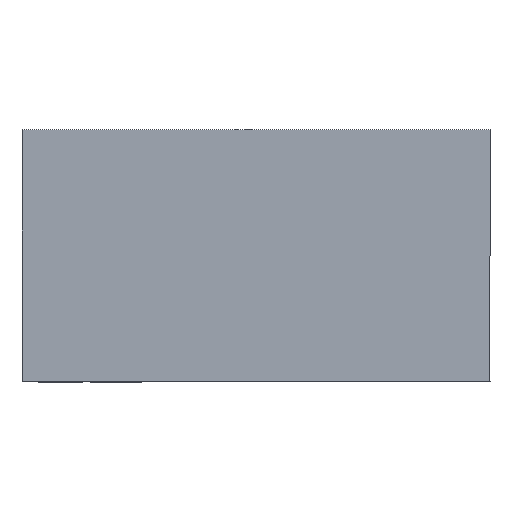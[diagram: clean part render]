
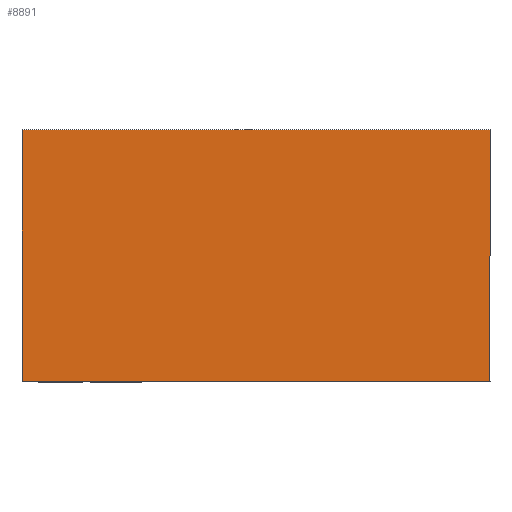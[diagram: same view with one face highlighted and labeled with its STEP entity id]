
A CAD part, top view. The second image highlights one B-rep face of the part: STEP entity #8891.
In plain terms, the highlighted planar face has unit normal (0, 0, 1).
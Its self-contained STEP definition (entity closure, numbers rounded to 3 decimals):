
#428 = LINE ( 'NONE', #8734, #9292 ) ;
#431 = ORIENTED_EDGE ( 'NONE', *, *, #11317, .T. ) ;
#436 = CARTESIAN_POINT ( 'NONE',  ( 0., 0., 0.18 ) ) ;
#742 = EDGE_CURVE ( 'NONE', #2019, #7093, #8218, .T. ) ;
#1268 = VECTOR ( 'NONE', #7292, 1000. ) ;
#1775 = CARTESIAN_POINT ( 'NONE',  ( -0.325, -0.175, 0.18 ) ) ;
#1917 = CARTESIAN_POINT ( 'NONE',  ( -0.325, -0.175, 0.18 ) ) ;
#1970 = VERTEX_POINT ( 'NONE', #6918 ) ;
#2019 = VERTEX_POINT ( 'NONE', #2962 ) ;
#2962 = CARTESIAN_POINT ( 'NONE',  ( 0.325, -0.175, 0.18 ) ) ;
#3680 = LINE ( 'NONE', #7173, #11025 ) ;
#4286 = PLANE ( 'NONE',  #11356 ) ;
#5138 = DIRECTION ( 'NONE',  ( 1., 0., 0. ) ) ;
#5905 = DIRECTION ( 'NONE',  ( -1., 0., 0. ) ) ;
#6038 = DIRECTION ( 'NONE',  ( 0., 0., 1. ) ) ;
#6399 = VERTEX_POINT ( 'NONE', #1775 ) ;
#6537 = EDGE_CURVE ( 'NONE', #7093, #1970, #428, .T. ) ;
#6918 = CARTESIAN_POINT ( 'NONE',  ( -0.325, 0.175, 0.18 ) ) ;
#7093 = VERTEX_POINT ( 'NONE', #11298 ) ;
#7173 = CARTESIAN_POINT ( 'NONE',  ( -0.325, 0.175, 0.18 ) ) ;
#7292 = DIRECTION ( 'NONE',  ( 0., 1., 0. ) ) ;
#7356 = LINE ( 'NONE', #1917, #8146 ) ;
#7362 = CARTESIAN_POINT ( 'NONE',  ( 0.325, -0.175, 0.18 ) ) ;
#7424 = EDGE_CURVE ( 'NONE', #6399, #2019, #7356, .T. ) ;
#7578 = ORIENTED_EDGE ( 'NONE', *, *, #7424, .T. ) ;
#7938 = ORIENTED_EDGE ( 'NONE', *, *, #742, .T. ) ;
#7954 = EDGE_LOOP ( 'NONE', ( #7578, #7938, #10261, #431 ) ) ;
#8130 = FACE_OUTER_BOUND ( 'NONE', #7954, .T. ) ;
#8146 = VECTOR ( 'NONE', #10366, 1000. ) ;
#8218 = LINE ( 'NONE', #7362, #1268 ) ;
#8734 = CARTESIAN_POINT ( 'NONE',  ( 0.325, 0.175, 0.18 ) ) ;
#8891 = ADVANCED_FACE ( 'NONE', ( #8130 ), #4286, .T. ) ;
#9292 = VECTOR ( 'NONE', #5905, 1000. ) ;
#10244 = DIRECTION ( 'NONE',  ( 0., -1., 0. ) ) ;
#10261 = ORIENTED_EDGE ( 'NONE', *, *, #6537, .T. ) ;
#10366 = DIRECTION ( 'NONE',  ( 1., 0., 0. ) ) ;
#11025 = VECTOR ( 'NONE', #10244, 1000. ) ;
#11298 = CARTESIAN_POINT ( 'NONE',  ( 0.325, 0.175, 0.18 ) ) ;
#11317 = EDGE_CURVE ( 'NONE', #1970, #6399, #3680, .T. ) ;
#11356 = AXIS2_PLACEMENT_3D ( 'NONE', #436, #6038, #5138 ) ;
